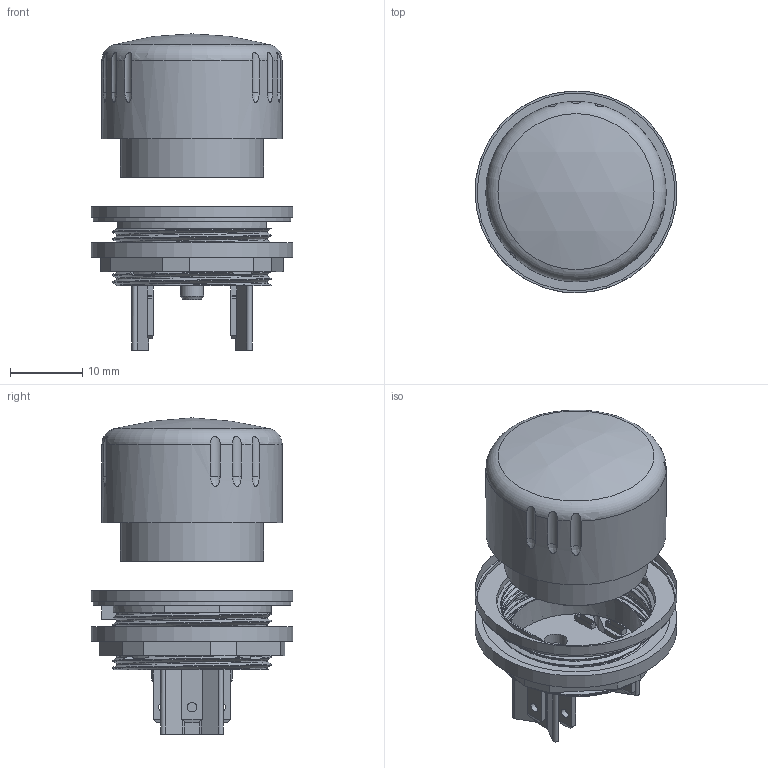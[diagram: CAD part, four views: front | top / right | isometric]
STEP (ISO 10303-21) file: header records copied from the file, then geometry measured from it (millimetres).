
FILE_DESCRIPTION(/* description */ (''),/* implementation_level */ '2;1');
FILE_NAME(/* name */ 'FRVKALOOI_vereinfacht.stp',/* time_stamp */ '2024-07-01T13:54:01+02:00',/* author */ ('Sz'),/* organization */ (''),/* preprocessor_version */ 'ST-DEVELOPER v19.2',/* originating_system */ 'Autodesk Inventor 2023',/* authorisation */ '');
FILE_SCHEMA (('AUTOMOTIVE_DESIGN { 1 0 10303 214 3 1 1 }'));
Length unit declared in the file: centimetre
Products named in the file (1): Bauteil3849
Bounding box: 28 x 28 x 43.85 mm (x, y, z)
Volume: 15169.6 mm3; surface area: 8652.5 mm2
Topology: 1 solids, 1 shells, 766 faces, 2204 edges, 1446 vertices
Faces by surface type: plane 404, cylinder 126, cone 84, torus 76, bspline 75, sphere 1
Full cylindrical faces by diameter (mm): 1 x3, 1.3 x6, 3.2 x3, 18.5 x1, 19.85 x1, 20.92 x2, 22 x1, 23.3 x1, 23.4 x1, 25 x1, 26 x1, 27.4 x1, 28 x2
Entity records: 36493 total; most frequent: CARTESIAN_POINT 15979, ORIENTED_EDGE 4408, DIRECTION 3779, EDGE_CURVE 2204, VERTEX_POINT 1446, AXIS2_PLACEMENT_3D 1324, LINE 1131, VECTOR 1131
